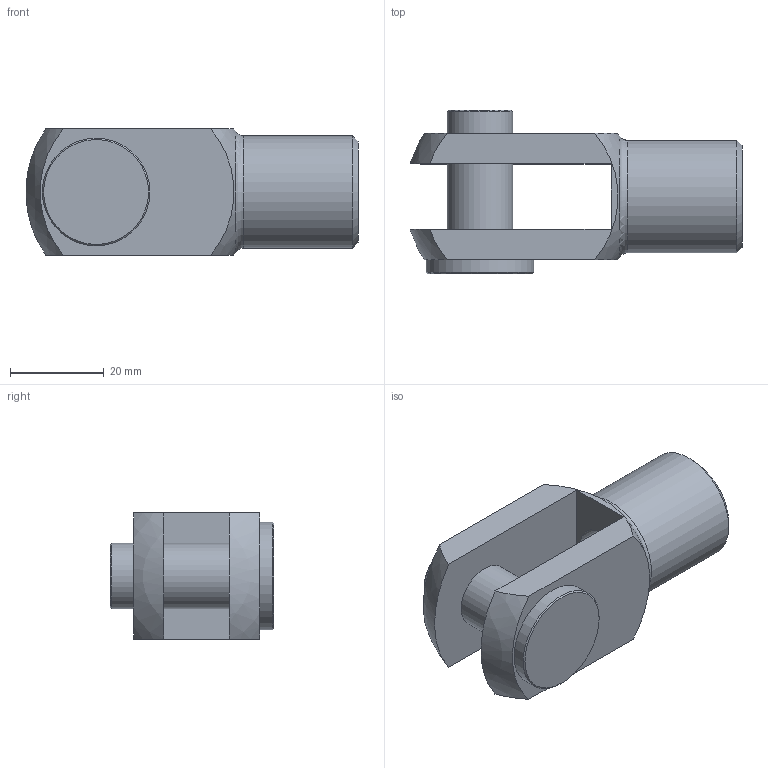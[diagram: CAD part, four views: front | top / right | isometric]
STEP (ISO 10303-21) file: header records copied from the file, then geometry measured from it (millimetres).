
FILE_DESCRIPTION( ( 'STEP AP214' ), '1' );
FILE_NAME( 'K0732.1428.stp', '2020-12-09T14:48:04', ( '' ), ( '' ), ' ', 'PARTsolutions', ' ' );
FILE_SCHEMA( ( 'AUTOMOTIVE_DESIGN { 1 0 10303 214 1 1 1 1 }' ) );
Length unit declared in the file: millimetre
Products named in the file (1): _K0732.1428
Bounding box: 70.99 x 35 x 27 mm (x, y, z)
Volume: 28090.9 mm3; surface area: 10255 mm2
Topology: 1 solids, 1 shells, 23 faces, 53 edges, 34 vertices
Faces by surface type: plane 10, cylinder 5, cone 4, sphere 3, torus 1
Full cylindrical faces by diameter (mm): 11.835 x1, 14 x2, 23 x1, 24 x1
Entity records: 788 total; most frequent: DIRECTION 114, CARTESIAN_POINT 94, ORIENTED_EDGE 78, AXIS2_PLACEMENT_3D 51, EDGE_LOOP 40, EDGE_CURVE 39, VERTEX_POINT 31, FACE_OUTER_BOUND 30
